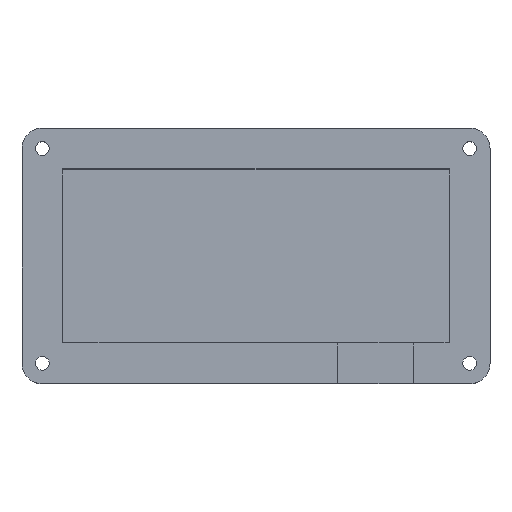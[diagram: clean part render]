
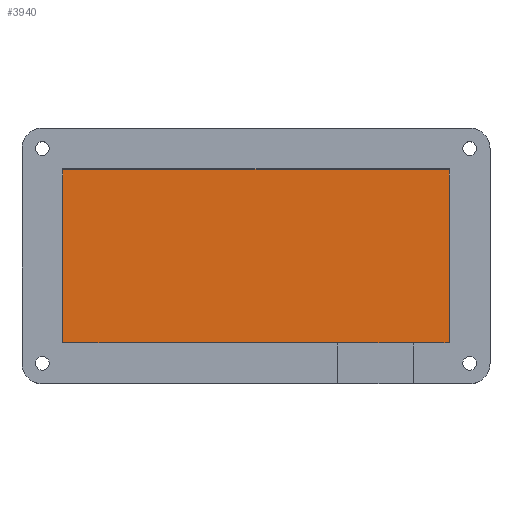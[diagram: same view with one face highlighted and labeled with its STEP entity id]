
A CAD part, top view. The second image highlights one B-rep face of the part: STEP entity #3940.
In plain terms, the highlighted planar face has unit normal (0, 0, 1).
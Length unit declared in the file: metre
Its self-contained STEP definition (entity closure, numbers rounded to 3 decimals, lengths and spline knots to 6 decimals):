
#270=LINE('',#5578,#653);
#279=LINE('',#5620,#662);
#281=LINE('',#5624,#664);
#283=LINE('',#5628,#666);
#653=VECTOR('',#4523,1.);
#662=VECTOR('',#4580,1.);
#664=VECTOR('',#4584,1.);
#666=VECTOR('',#4588,1.);
#1173=ORIENTED_EDGE('',*,*,#2321,.F.);
#1174=ORIENTED_EDGE('',*,*,#2319,.T.);
#1175=ORIENTED_EDGE('',*,*,#2302,.T.);
#1176=ORIENTED_EDGE('',*,*,#2323,.F.);
#2302=EDGE_CURVE('',#2897,#2896,#270,.T.);
#2319=EDGE_CURVE('',#2906,#2897,#279,.T.);
#2321=EDGE_CURVE('',#2906,#2907,#281,.T.);
#2323=EDGE_CURVE('',#2907,#2896,#283,.T.);
#2896=VERTEX_POINT('',#5577);
#2897=VERTEX_POINT('',#5579);
#2906=VERTEX_POINT('',#5621);
#2907=VERTEX_POINT('',#5625);
#3336=EDGE_LOOP('',(#1173,#1174,#1175,#1176));
#3595=FACE_BOUND('',#3336,.T.);
#3815=PLANE('',#4216);
#3940=ADVANCED_FACE('',(#3595),#3815,.T.);
#4216=AXIS2_PLACEMENT_3D('',#5637,#4596,#4597);
#4523=DIRECTION('',(1.,0.,0.));
#4580=DIRECTION('',(0.,-1.,0.));
#4584=DIRECTION('',(1.,0.,0.));
#4588=DIRECTION('',(0.,-1.,0.));
#4596=DIRECTION('',(0.,0.,1.));
#4597=DIRECTION('',(1.,0.,0.));
#5577=CARTESIAN_POINT('',(0.047205,-0.021265,0.003));
#5578=CARTESIAN_POINT('',(0.,-0.021265,0.003));
#5579=CARTESIAN_POINT('',(-0.047205,-0.021265,0.003));
#5620=CARTESIAN_POINT('',(-0.047205,0.,0.003));
#5621=CARTESIAN_POINT('',(-0.047205,0.021265,0.003));
#5624=CARTESIAN_POINT('',(0.,0.021265,0.003));
#5625=CARTESIAN_POINT('',(0.047205,0.021265,0.003));
#5628=CARTESIAN_POINT('',(0.047205,0.,0.003));
#5637=CARTESIAN_POINT('',(0.,0.,0.003));
